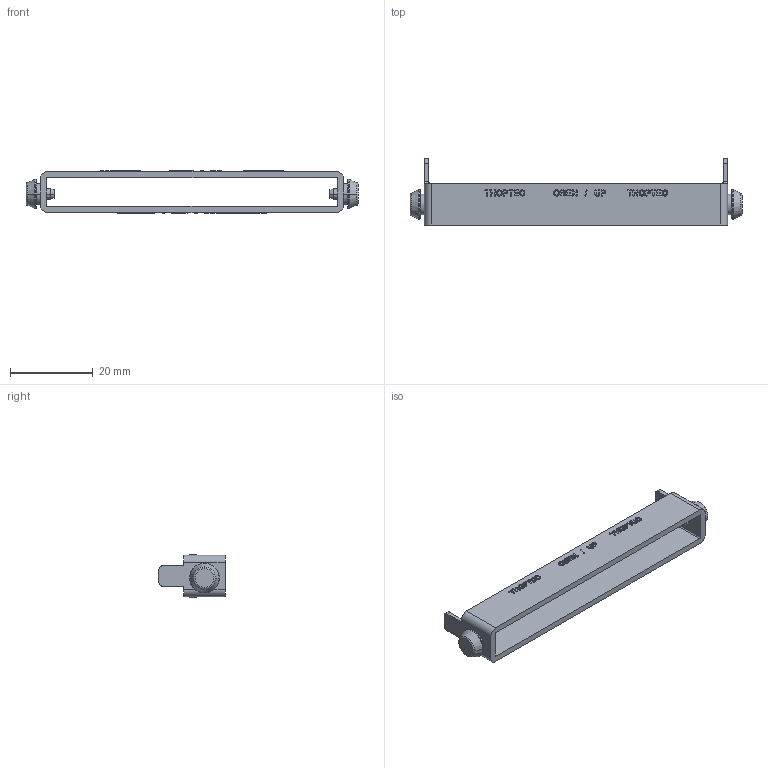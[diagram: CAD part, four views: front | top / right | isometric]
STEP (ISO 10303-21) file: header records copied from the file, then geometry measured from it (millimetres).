
FILE_DESCRIPTION((''),'2;1');
FILE_NAME('HDM-25-070-10.stp','2014-05-20T13:23:18',(''),(''),'Mechanical Desktop.R8.0.24.0','Mechanical Desktop.R8.0.24.0',', , ');
FILE_SCHEMA(('CONFIG_CONTROL_DESIGN'));
Length unit declared in the file: millimetre
Products named in the file (2): HDM-25-070-10A; HDM-25-070-10
Assembly tree (1 placements, depth 2):
  HDM-25-070-10A
    HDM-25-070-10
Bounding box: 80.35 x 16 x 10.3 mm (x, y, z)
Volume: 2664.2 mm3; surface area: 4040.9 mm2
Topology: 1 solids, 1 shells, 1243 faces, 3503 edges, 2330 vertices
Faces by surface type: bspline 903, plane 284, cylinder 36, torus 12, cone 8
Entity records: 44912 total; most frequent: CARTESIAN_POINT 18817, ORIENTED_EDGE 7006, EDGE_CURVE 3503, DIRECTION 2493, VERTEX_POINT 2330, B_SPLINE_CURVE_WITH_KNOTS 1806, VECTOR 1585, LINE 1585
